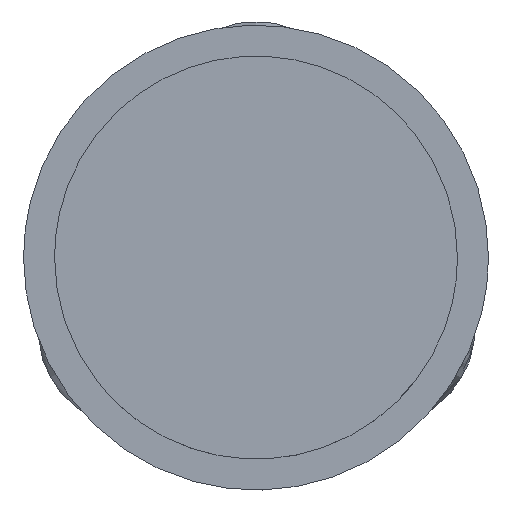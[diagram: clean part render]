
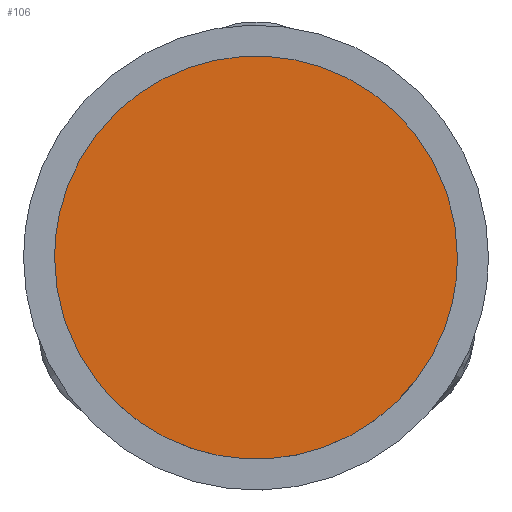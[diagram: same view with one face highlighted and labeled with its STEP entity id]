
A CAD part, top view. The second image highlights one B-rep face of the part: STEP entity #106.
In plain terms, the highlighted planar face has unit normal (0, 0, 1).
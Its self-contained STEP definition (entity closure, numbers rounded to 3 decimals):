
#15=PLANE('',#1631);
#106=ADVANCED_FACE('',(#222),#15,.T.);
#222=FACE_OUTER_BOUND('',#338,.T.);
#338=EDGE_LOOP('',(#602,#603));
#602=ORIENTED_EDGE('',*,*,#930,.T.);
#603=ORIENTED_EDGE('',*,*,#933,.T.);
#930=EDGE_CURVE('',#1339,#1341,#1122,.T.);
#933=EDGE_CURVE('',#1341,#1339,#1125,.T.);
#1122=(
BOUNDED_CURVE()
B_SPLINE_CURVE(2,(#3309,#3310,#3311,#3312,#3313),.UNSPECIFIED.,.F.,.F.)
B_SPLINE_CURVE_WITH_KNOTS((3,2,3),(0.,353.429,706.858),
 .UNSPECIFIED.)
CURVE()
GEOMETRIC_REPRESENTATION_ITEM()
RATIONAL_B_SPLINE_CURVE((1.,0.707,1.,0.707,1.))
REPRESENTATION_ITEM('')
);
#1125=(
BOUNDED_CURVE()
B_SPLINE_CURVE(2,(#3321,#3322,#3323,#3324,#3325),.UNSPECIFIED.,.F.,.F.)
B_SPLINE_CURVE_WITH_KNOTS((3,2,3),(706.858,1060.288,1413.717),
 .UNSPECIFIED.)
CURVE()
GEOMETRIC_REPRESENTATION_ITEM()
RATIONAL_B_SPLINE_CURVE((1.,0.707,1.,0.707,1.))
REPRESENTATION_ITEM('')
);
#1339=VERTEX_POINT('',#3299);
#1341=VERTEX_POINT('',#3301);
#1631=AXIS2_PLACEMENT_3D('',#3296,#1679,$);
#1679=DIRECTION('',(0.,0.,1.));
#3296=CARTESIAN_POINT('',(-1457.876,-243.75,1618.777));
#3299=CARTESIAN_POINT('',(-1019.126,0.,1618.777));
#3301=CARTESIAN_POINT('',(-1409.126,0.,1618.777));
#3309=CARTESIAN_POINT('',(-1019.126,0.,1618.777));
#3310=CARTESIAN_POINT('',(-1019.126,195.,1618.777));
#3311=CARTESIAN_POINT('',(-1214.126,195.,1618.777));
#3312=CARTESIAN_POINT('',(-1409.126,195.,1618.777));
#3313=CARTESIAN_POINT('',(-1409.126,0.,1618.777));
#3321=CARTESIAN_POINT('',(-1409.126,0.,1618.777));
#3322=CARTESIAN_POINT('',(-1409.126,-195.,1618.777));
#3323=CARTESIAN_POINT('',(-1214.126,-195.,1618.777));
#3324=CARTESIAN_POINT('',(-1019.126,-195.,1618.777));
#3325=CARTESIAN_POINT('',(-1019.126,0.,1618.777));
